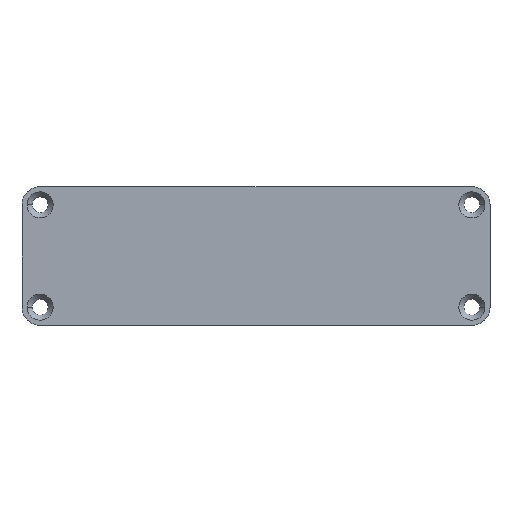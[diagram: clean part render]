
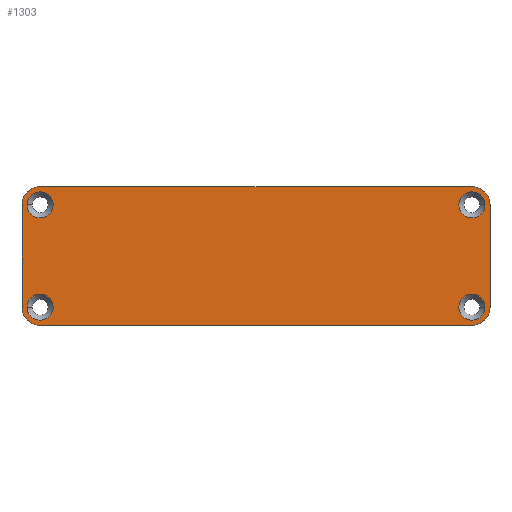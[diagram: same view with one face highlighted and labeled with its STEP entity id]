
A CAD part, top view. The second image highlights one B-rep face of the part: STEP entity #1303.
In plain terms, the highlighted planar face has unit normal (0, 0, 1).
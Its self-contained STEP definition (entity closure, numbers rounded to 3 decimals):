
#133=CARTESIAN_POINT('',(68.656,9.151,1.524));
#134=VERTEX_POINT('',#133);
#142=CARTESIAN_POINT('',(62.941,9.151,1.524));
#143=VERTEX_POINT('',#142);
#150=CARTESIAN_POINT('',(65.798,9.151,1.524));
#151=DIRECTION('',(0.0,0.0,-1.0));
#152=DIRECTION('',(1.0,0.0,0.0));
#153=AXIS2_PLACEMENT_3D('',#150,#151,#152);
#154=CIRCLE('',#153,2.858);
#155=EDGE_CURVE('',#134,#143,#154,.T.);
#249=CARTESIAN_POINT('',(-26.364,-13.373,1.524));
#250=VERTEX_POINT('',#249);
#258=CARTESIAN_POINT('',(-32.079,-13.373,1.524));
#259=VERTEX_POINT('',#258);
#266=CARTESIAN_POINT('',(-29.222,-13.373,1.524));
#267=DIRECTION('',(0.0,0.0,-1.0));
#268=DIRECTION('',(1.0,0.0,0.0));
#269=AXIS2_PLACEMENT_3D('',#266,#267,#268);
#270=CIRCLE('',#269,2.858);
#271=EDGE_CURVE('',#250,#259,#270,.T.);
#365=CARTESIAN_POINT('',(-26.364,9.151,1.524));
#366=VERTEX_POINT('',#365);
#374=CARTESIAN_POINT('',(-32.079,9.151,1.524));
#375=VERTEX_POINT('',#374);
#382=CARTESIAN_POINT('',(-29.222,9.151,1.524));
#383=DIRECTION('',(0.0,0.0,-1.0));
#384=DIRECTION('',(1.0,0.0,0.0));
#385=AXIS2_PLACEMENT_3D('',#382,#383,#384);
#386=CIRCLE('',#385,2.858);
#387=EDGE_CURVE('',#366,#375,#386,.T.);
#481=CARTESIAN_POINT('',(68.656,-13.373,1.524));
#482=VERTEX_POINT('',#481);
#490=CARTESIAN_POINT('',(62.941,-13.373,1.524));
#491=VERTEX_POINT('',#490);
#498=CARTESIAN_POINT('',(65.798,-13.373,1.524));
#499=DIRECTION('',(0.0,0.0,-1.0));
#500=DIRECTION('',(1.0,0.0,0.0));
#501=AXIS2_PLACEMENT_3D('',#498,#499,#500);
#502=CIRCLE('',#501,2.858);
#503=EDGE_CURVE('',#482,#491,#502,.T.);
#515=CARTESIAN_POINT('',(68.636,-16.209,1.524));
#516=VERTEX_POINT('',#515);
#532=CARTESIAN_POINT('',(69.788,-13.426,1.524));
#533=VERTEX_POINT('',#532);
#540=CARTESIAN_POINT('',(65.853,-13.426,1.524));
#541=DIRECTION('',(0.0,0.0,-1.));
#542=DIRECTION('',(0.707,-0.707,0.0));
#543=AXIS2_PLACEMENT_3D('',#540,#541,#542);
#544=CIRCLE('',#543,3.935);
#545=EDGE_CURVE('',#533,#516,#544,.T.);
#557=CARTESIAN_POINT('',(68.636,11.986,1.524));
#558=VERTEX_POINT('',#557);
#574=CARTESIAN_POINT('',(65.853,13.139,1.524));
#575=VERTEX_POINT('',#574);
#582=CARTESIAN_POINT('',(65.853,9.204,1.524));
#583=DIRECTION('',(0.0,0.0,-1.));
#584=DIRECTION('',(0.707,0.707,0.0));
#585=AXIS2_PLACEMENT_3D('',#582,#583,#584);
#586=CIRCLE('',#585,3.935);
#587=EDGE_CURVE('',#575,#558,#586,.T.);
#599=CARTESIAN_POINT('',(-32.059,11.986,1.524));
#600=VERTEX_POINT('',#599);
#616=CARTESIAN_POINT('',(-33.212,9.204,1.524));
#617=VERTEX_POINT('',#616);
#624=CARTESIAN_POINT('',(-29.277,9.204,1.524));
#625=DIRECTION('',(0.0,0.0,-1.0));
#626=DIRECTION('',(-0.707,0.707,0.0));
#627=AXIS2_PLACEMENT_3D('',#624,#625,#626);
#628=CIRCLE('',#627,3.935);
#629=EDGE_CURVE('',#617,#600,#628,.T.);
#641=CARTESIAN_POINT('',(-32.059,-16.209,1.524));
#642=VERTEX_POINT('',#641);
#658=CARTESIAN_POINT('',(-29.277,-17.361,1.524));
#659=VERTEX_POINT('',#658);
#666=CARTESIAN_POINT('',(-29.277,-13.426,1.524));
#667=DIRECTION('',(0.0,0.0,-1.0));
#668=DIRECTION('',(-0.707,-0.707,0.0));
#669=AXIS2_PLACEMENT_3D('',#666,#667,#668);
#670=CIRCLE('',#669,3.935);
#671=EDGE_CURVE('',#659,#642,#670,.T.);
#682=CARTESIAN_POINT('',(-33.212,-13.426,1.524));
#683=VERTEX_POINT('',#682);
#684=CARTESIAN_POINT('',(-29.277,-13.426,1.524));
#685=DIRECTION('',(0.0,0.0,-1.0));
#686=DIRECTION('',(-0.707,-0.707,0.0));
#687=AXIS2_PLACEMENT_3D('',#684,#685,#686);
#688=CIRCLE('',#687,3.935);
#689=EDGE_CURVE('',#642,#683,#688,.T.);
#723=CARTESIAN_POINT('',(65.853,-17.361,1.524));
#724=VERTEX_POINT('',#723);
#731=CARTESIAN_POINT('',(65.853,-17.361,1.524));
#732=DIRECTION('',(-1.0,0.0,0.0));
#733=VECTOR('',#732,95.13);
#734=LINE('',#731,#733);
#735=EDGE_CURVE('',#724,#659,#734,.T.);
#843=CARTESIAN_POINT('',(-29.277,13.139,1.524));
#844=VERTEX_POINT('',#843);
#845=CARTESIAN_POINT('',(-29.277,9.204,1.524));
#846=DIRECTION('',(0.0,0.0,-1.0));
#847=DIRECTION('',(-0.707,0.707,0.0));
#848=AXIS2_PLACEMENT_3D('',#845,#846,#847);
#849=CIRCLE('',#848,3.935);
#850=EDGE_CURVE('',#600,#844,#849,.T.);
#868=CARTESIAN_POINT('',(-29.277,13.139,1.524));
#869=DIRECTION('',(1.0,0.0,0.0));
#870=VECTOR('',#869,95.13);
#871=LINE('',#868,#870);
#872=EDGE_CURVE('',#844,#575,#871,.T.);
#885=CARTESIAN_POINT('',(69.788,9.204,1.524));
#886=VERTEX_POINT('',#885);
#887=CARTESIAN_POINT('',(65.853,9.204,1.524));
#888=DIRECTION('',(0.0,0.0,-1.));
#889=DIRECTION('',(0.707,0.707,0.0));
#890=AXIS2_PLACEMENT_3D('',#887,#888,#889);
#891=CIRCLE('',#890,3.935);
#892=EDGE_CURVE('',#558,#886,#891,.T.);
#910=CARTESIAN_POINT('',(65.853,-13.426,1.524));
#911=DIRECTION('',(0.0,0.0,-1.));
#912=DIRECTION('',(0.707,-0.707,0.0));
#913=AXIS2_PLACEMENT_3D('',#910,#911,#912);
#914=CIRCLE('',#913,3.935);
#915=EDGE_CURVE('',#516,#724,#914,.T.);
#949=CARTESIAN_POINT('',(65.798,-13.373,1.524));
#950=DIRECTION('',(0.0,0.0,-1.0));
#951=DIRECTION('',(1.0,0.0,0.0));
#952=AXIS2_PLACEMENT_3D('',#949,#950,#951);
#953=CIRCLE('',#952,2.858);
#954=EDGE_CURVE('',#491,#482,#953,.T.);
#1027=CARTESIAN_POINT('',(-29.222,9.151,1.524));
#1028=DIRECTION('',(0.0,0.0,-1.0));
#1029=DIRECTION('',(1.0,0.0,0.0));
#1030=AXIS2_PLACEMENT_3D('',#1027,#1028,#1029);
#1031=CIRCLE('',#1030,2.858);
#1032=EDGE_CURVE('',#375,#366,#1031,.T.);
#1105=CARTESIAN_POINT('',(-29.222,-13.373,1.524));
#1106=DIRECTION('',(0.0,0.0,-1.0));
#1107=DIRECTION('',(1.0,0.0,0.0));
#1108=AXIS2_PLACEMENT_3D('',#1105,#1106,#1107);
#1109=CIRCLE('',#1108,2.858);
#1110=EDGE_CURVE('',#259,#250,#1109,.T.);
#1183=CARTESIAN_POINT('',(65.798,9.151,1.524));
#1184=DIRECTION('',(0.0,0.0,-1.0));
#1185=DIRECTION('',(1.0,0.0,0.0));
#1186=AXIS2_PLACEMENT_3D('',#1183,#1184,#1185);
#1187=CIRCLE('',#1186,2.858);
#1188=EDGE_CURVE('',#143,#134,#1187,.T.);
#1240=CARTESIAN_POINT('',(69.788,9.204,1.524));
#1241=DIRECTION('',(0.0,-1.0,0.0));
#1242=VECTOR('',#1241,22.63);
#1243=LINE('',#1240,#1242);
#1244=EDGE_CURVE('',#886,#533,#1243,.T.);
#1257=CARTESIAN_POINT('',(-33.212,-13.426,1.524));
#1258=DIRECTION('',(0.0,1.0,0.0));
#1259=VECTOR('',#1258,22.63);
#1260=LINE('',#1257,#1259);
#1261=EDGE_CURVE('',#683,#617,#1260,.T.);
#1268=CARTESIAN_POINT('',(18.288,-2.111,1.524));
#1269=DIRECTION('',(0.0,0.0,1.0));
#1270=DIRECTION('',(1.0,0.0,0.0));
#1271=AXIS2_PLACEMENT_3D('',#1268,#1269,#1270);
#1272=PLANE('',#1271);
#1273=ORIENTED_EDGE('',*,*,#671,.F.);
#1274=ORIENTED_EDGE('',*,*,#735,.F.);
#1275=ORIENTED_EDGE('',*,*,#915,.F.);
#1276=ORIENTED_EDGE('',*,*,#545,.F.);
#1277=ORIENTED_EDGE('',*,*,#1244,.F.);
#1278=ORIENTED_EDGE('',*,*,#892,.F.);
#1279=ORIENTED_EDGE('',*,*,#587,.F.);
#1280=ORIENTED_EDGE('',*,*,#872,.F.);
#1281=ORIENTED_EDGE('',*,*,#850,.F.);
#1282=ORIENTED_EDGE('',*,*,#629,.F.);
#1283=ORIENTED_EDGE('',*,*,#1261,.F.);
#1284=ORIENTED_EDGE('',*,*,#689,.F.);
#1285=EDGE_LOOP('',(#1273,#1274,#1275,#1276,#1277,#1278,#1279,#1280,#1281,#1282,#1283,#1284));
#1286=FACE_OUTER_BOUND('',#1285,.T.);
#1287=ORIENTED_EDGE('',*,*,#503,.T.);
#1288=ORIENTED_EDGE('',*,*,#954,.T.);
#1289=EDGE_LOOP('',(#1287,#1288));
#1290=FACE_BOUND('',#1289,.T.);
#1291=ORIENTED_EDGE('',*,*,#387,.T.);
#1292=ORIENTED_EDGE('',*,*,#1032,.T.);
#1293=EDGE_LOOP('',(#1291,#1292));
#1294=FACE_BOUND('',#1293,.T.);
#1295=ORIENTED_EDGE('',*,*,#271,.T.);
#1296=ORIENTED_EDGE('',*,*,#1110,.T.);
#1297=EDGE_LOOP('',(#1295,#1296));
#1298=FACE_BOUND('',#1297,.T.);
#1299=ORIENTED_EDGE('',*,*,#155,.T.);
#1300=ORIENTED_EDGE('',*,*,#1188,.T.);
#1301=EDGE_LOOP('',(#1299,#1300));
#1302=FACE_BOUND('',#1301,.T.);
#1303=ADVANCED_FACE('',(#1286,#1290,#1294,#1298,#1302),#1272,.T.);
